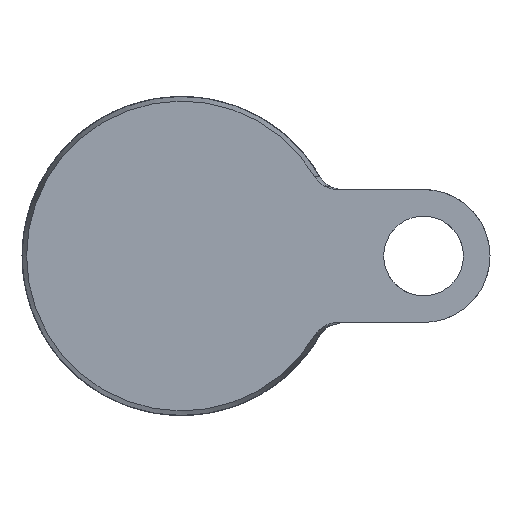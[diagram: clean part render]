
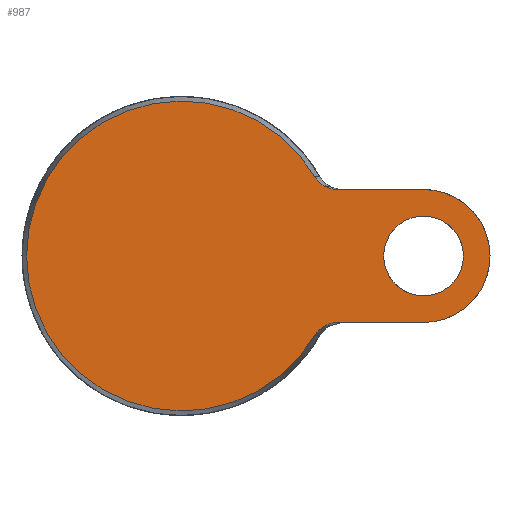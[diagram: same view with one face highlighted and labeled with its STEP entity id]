
A CAD part, front view. The second image highlights one B-rep face of the part: STEP entity #987.
In plain terms, the highlighted planar face has unit normal (0, -1, 0).
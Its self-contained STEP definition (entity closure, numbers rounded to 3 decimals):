
#20 = VECTOR ( 'NONE', #1067, 1000. ) ;
#22 = CIRCLE ( 'NONE', #323, 7.5 ) ;
#27 = EDGE_CURVE ( 'NONE', #804, #661, #180, .T. ) ;
#93 = CARTESIAN_POINT ( 'NONE',  ( 25.977, 0., -13.784 ) ) ;
#123 = CARTESIAN_POINT ( 'NONE',  ( 27.659, 0., 12.79 ) ) ;
#127 = CARTESIAN_POINT ( 'NONE',  ( 28.933, 0., -12.5 ) ) ;
#173 = CIRCLE ( 'NONE', #659, 12.5 ) ;
#180 = LINE ( 'NONE', #286, #992 ) ;
#211 = CARTESIAN_POINT ( 'NONE',  ( 0., 0., 0. ) ) ;
#237 = CARTESIAN_POINT ( 'NONE',  ( 25.011, 0., 14.959 ) ) ;
#262 = CARTESIAN_POINT ( 'NONE',  ( 29.374, 0., 12.5 ) ) ;
#266 = AXIS2_PLACEMENT_3D ( 'NONE', #834, #331, #758 ) ;
#278 = CARTESIAN_POINT ( 'NONE',  ( 27.662, 0., -12.789 ) ) ;
#286 = CARTESIAN_POINT ( 'NONE',  ( 15., 0., 12.5 ) ) ;
#288 = ORIENTED_EDGE ( 'NONE', *, *, #551, .F. ) ;
#300 = B_SPLINE_CURVE_WITH_KNOTS ( 'NONE', 3,
 ( #668, #740, #402, #412, #123, #663, #472, #491, #645, #1000, #812, #905, #320, #237 ),
 .UNSPECIFIED., .F., .F.,
 ( 4, 2, 2, 2, 2, 2, 4 ),
 ( 0., 0.001, 0.002, 0.003, 0.003, 0.004, 0.005 ),
 .UNSPECIFIED. ) ;
#306 = CARTESIAN_POINT ( 'NONE',  ( 45.5, 0., -12.5 ) ) ;
#313 = DIRECTION ( 'NONE',  ( 0., 1., 0. ) ) ;
#320 = CARTESIAN_POINT ( 'NONE',  ( 25.237, 0., 14.58 ) ) ;
#323 = AXIS2_PLACEMENT_3D ( 'NONE', #484, #1079, #576 ) ;
#326 = CARTESIAN_POINT ( 'NONE',  ( 15., 0., -12.5 ) ) ;
#331 = DIRECTION ( 'NONE',  ( 0., 1., 0. ) ) ;
#332 = DIRECTION ( 'NONE',  ( 0., 0., -1. ) ) ;
#335 = CARTESIAN_POINT ( 'NONE',  ( 29.374, 0., -12.5 ) ) ;
#346 = EDGE_LOOP ( 'NONE', ( #1089, #775, #700, #796, #696, #288 ) ) ;
#366 = CARTESIAN_POINT ( 'NONE',  ( 26.497, 0., -13.379 ) ) ;
#369 = VERTEX_POINT ( 'NONE', #705 ) ;
#371 = EDGE_LOOP ( 'NONE', ( #1037 ) ) ;
#401 = EDGE_CURVE ( 'NONE', #591, #1042, #921, .T. ) ;
#402 = CARTESIAN_POINT ( 'NONE',  ( 28.502, 0., 12.556 ) ) ;
#412 = CARTESIAN_POINT ( 'NONE',  ( 27.869, 0., 12.721 ) ) ;
#458 = B_SPLINE_CURVE_WITH_KNOTS ( 'NONE', 3,
 ( #509, #613, #856, #93, #876, #366, #784, #710, #278, #657, #909, #127, #719 ),
 .UNSPECIFIED., .F., .F.,
 ( 4, 2, 2, 1, 2, 2, 4 ),
 ( 0., 0.001, 0.002, 0.003, 0.003, 0.004, 0.005 ),
 .UNSPECIFIED. ) ;
#472 = CARTESIAN_POINT ( 'NONE',  ( 27.057, 0., 13.048 ) ) ;
#484 = CARTESIAN_POINT ( 'NONE',  ( 45.5, 0., 0. ) ) ;
#491 = CARTESIAN_POINT ( 'NONE',  ( 26.678, 0., 13.261 ) ) ;
#509 = CARTESIAN_POINT ( 'NONE',  ( 25.011, 0., -14.959 ) ) ;
#527 = DIRECTION ( 'NONE',  ( 0., 0., -1. ) ) ;
#551 = EDGE_CURVE ( 'NONE', #661, #869, #173, .T. ) ;
#576 = DIRECTION ( 'NONE',  ( 0., 0., 1. ) ) ;
#580 = FACE_OUTER_BOUND ( 'NONE', #346, .T. ) ;
#591 = VERTEX_POINT ( 'NONE', #1081 ) ;
#598 = EDGE_CURVE ( 'NONE', #804, #591, #300, .T. ) ;
#613 = CARTESIAN_POINT ( 'NONE',  ( 25.237, 0., -14.58 ) ) ;
#645 = CARTESIAN_POINT ( 'NONE',  ( 26.495, 0., 13.38 ) ) ;
#657 = CARTESIAN_POINT ( 'NONE',  ( 27.871, 0., -12.72 ) ) ;
#659 = AXIS2_PLACEMENT_3D ( 'NONE', #1087, #313, #332 ) ;
#661 = VERTEX_POINT ( 'NONE', #820 ) ;
#663 = CARTESIAN_POINT ( 'NONE',  ( 27.253, 0., 12.954 ) ) ;
#668 = CARTESIAN_POINT ( 'NONE',  ( 29.374, 0., 12.5 ) ) ;
#696 = ORIENTED_EDGE ( 'NONE', *, *, #847, .F. ) ;
#700 = ORIENTED_EDGE ( 'NONE', *, *, #401, .T. ) ;
#705 = CARTESIAN_POINT ( 'NONE',  ( 45.5, 0., 7.5 ) ) ;
#710 = CARTESIAN_POINT ( 'NONE',  ( 27.255, 0., -12.953 ) ) ;
#719 = CARTESIAN_POINT ( 'NONE',  ( 29.374, 0., -12.5 ) ) ;
#720 = DIRECTION ( 'NONE',  ( 0., -1., 0. ) ) ;
#739 = LINE ( 'NONE', #326, #20 ) ;
#740 = CARTESIAN_POINT ( 'NONE',  ( 28.933, 0., 12.5 ) ) ;
#758 = DIRECTION ( 'NONE',  ( 0., 0., 1. ) ) ;
#775 = ORIENTED_EDGE ( 'NONE', *, *, #598, .T. ) ;
#784 = CARTESIAN_POINT ( 'NONE',  ( 26.862, 0., -13.142 ) ) ;
#796 = ORIENTED_EDGE ( 'NONE', *, *, #811, .T. ) ;
#804 = VERTEX_POINT ( 'NONE', #262 ) ;
#811 = EDGE_CURVE ( 'NONE', #1042, #1071, #458, .T. ) ;
#812 = CARTESIAN_POINT ( 'NONE',  ( 25.976, 0., 13.785 ) ) ;
#820 = CARTESIAN_POINT ( 'NONE',  ( 45.5, 0., 12.5 ) ) ;
#834 = CARTESIAN_POINT ( 'NONE',  ( -29.143, 0., 0. ) ) ;
#847 = EDGE_CURVE ( 'NONE', #869, #1071, #739, .T. ) ;
#856 = CARTESIAN_POINT ( 'NONE',  ( 25.508, 0., -14.24 ) ) ;
#869 = VERTEX_POINT ( 'NONE', #306 ) ;
#876 = CARTESIAN_POINT ( 'NONE',  ( 26.146, 0., -13.64 ) ) ;
#905 = CARTESIAN_POINT ( 'NONE',  ( 25.507, 0., 14.24 ) ) ;
#909 = CARTESIAN_POINT ( 'NONE',  ( 28.503, 0., -12.556 ) ) ;
#921 = CIRCLE ( 'NONE', #1062, 29.143 ) ;
#928 = EDGE_CURVE ( 'NONE', #369, #369, #22, .T. ) ;
#957 = DIRECTION ( 'NONE',  ( 1., 0., 0. ) ) ;
#987 = ADVANCED_FACE ( 'NONE', ( #580, #1017 ), #1116, .F. ) ;
#992 = VECTOR ( 'NONE', #957, 1000. ) ;
#1000 = CARTESIAN_POINT ( 'NONE',  ( 26.144, 0., 13.642 ) ) ;
#1017 = FACE_BOUND ( 'NONE', #371, .T. ) ;
#1037 = ORIENTED_EDGE ( 'NONE', *, *, #928, .T. ) ;
#1042 = VERTEX_POINT ( 'NONE', #1103 ) ;
#1062 = AXIS2_PLACEMENT_3D ( 'NONE', #211, #720, #527 ) ;
#1067 = DIRECTION ( 'NONE',  ( -1., 0., 0. ) ) ;
#1071 = VERTEX_POINT ( 'NONE', #335 ) ;
#1079 = DIRECTION ( 'NONE',  ( 0., 1., 0. ) ) ;
#1081 = CARTESIAN_POINT ( 'NONE',  ( 25.011, 0., 14.959 ) ) ;
#1087 = CARTESIAN_POINT ( 'NONE',  ( 45.5, 0., 0. ) ) ;
#1089 = ORIENTED_EDGE ( 'NONE', *, *, #27, .F. ) ;
#1103 = CARTESIAN_POINT ( 'NONE',  ( 25.011, 0., -14.959 ) ) ;
#1116 = PLANE ( 'NONE',  #266 ) ;
